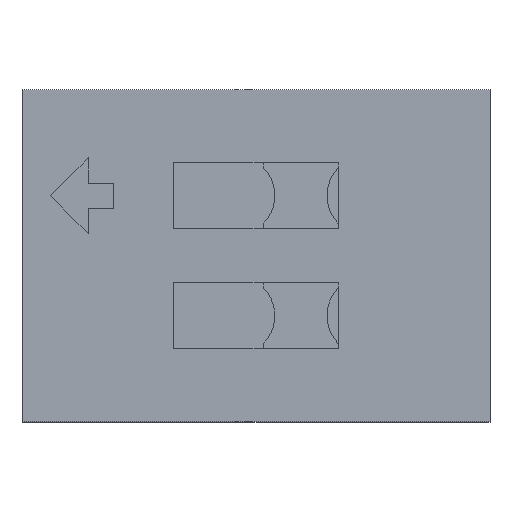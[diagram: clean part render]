
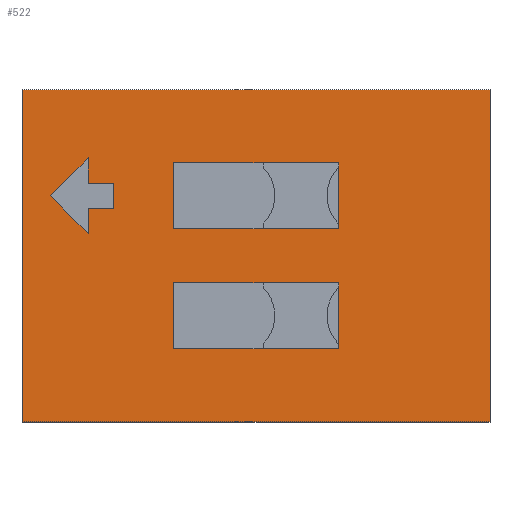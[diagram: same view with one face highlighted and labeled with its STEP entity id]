
A CAD part, top view. The second image highlights one B-rep face of the part: STEP entity #522.
In plain terms, the highlighted planar face has unit normal (0, 0, 1).
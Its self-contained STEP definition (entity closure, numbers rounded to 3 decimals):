
#94 = VERTEX_POINT('',#95);
#95 = CARTESIAN_POINT('',(-1.14,2.245,5.85));
#101 = EDGE_CURVE('',#94,#102,#104,.T.);
#102 = VERTEX_POINT('',#103);
#103 = CARTESIAN_POINT('',(-1.14,-4.785,5.85));
#104 = LINE('',#105,#106);
#105 = CARTESIAN_POINT('',(-1.14,2.245,5.85));
#106 = VECTOR('',#107,1.);
#107 = DIRECTION('',(0.,-1.,0.));
#400 = VERTEX_POINT('',#401);
#401 = CARTESIAN_POINT('',(8.76,2.245,5.85));
#407 = EDGE_CURVE('',#400,#94,#408,.T.);
#408 = LINE('',#409,#410);
#409 = CARTESIAN_POINT('',(8.76,2.245,5.85));
#410 = VECTOR('',#411,1.);
#411 = DIRECTION('',(-1.,0.,0.));
#481 = EDGE_CURVE('',#102,#482,#484,.T.);
#482 = VERTEX_POINT('',#483);
#483 = CARTESIAN_POINT('',(8.76,-4.785,5.85));
#484 = LINE('',#485,#486);
#485 = CARTESIAN_POINT('',(-1.14,-4.785,5.85));
#486 = VECTOR('',#487,1.);
#487 = DIRECTION('',(1.,0.,0.));
#522 = ADVANCED_FACE('',(#523,#534,#592,#658),#724,.F.);
#523 = FACE_BOUND('',#524,.F.);
#524 = EDGE_LOOP('',(#525,#531,#532,#533));
#525 = ORIENTED_EDGE('',*,*,#526,.F.);
#526 = EDGE_CURVE('',#482,#400,#527,.T.);
#527 = LINE('',#528,#529);
#528 = CARTESIAN_POINT('',(8.76,-4.785,5.85));
#529 = VECTOR('',#530,1.);
#530 = DIRECTION('',(0.,1.,0.));
#531 = ORIENTED_EDGE('',*,*,#481,.F.);
#532 = ORIENTED_EDGE('',*,*,#101,.F.);
#533 = ORIENTED_EDGE('',*,*,#407,.F.);
#534 = FACE_BOUND('',#535,.F.);
#535 = EDGE_LOOP('',(#536,#546,#554,#562,#570,#578,#586));
#536 = ORIENTED_EDGE('',*,*,#537,.T.);
#537 = EDGE_CURVE('',#538,#540,#542,.T.);
#538 = VERTEX_POINT('',#539);
#539 = CARTESIAN_POINT('',(0.26,-0.267,5.85));
#540 = VERTEX_POINT('',#541);
#541 = CARTESIAN_POINT('',(0.793,-0.267,5.85));
#542 = LINE('',#543,#544);
#543 = CARTESIAN_POINT('',(0.26,-0.267,5.85));
#544 = VECTOR('',#545,1.);
#545 = DIRECTION('',(1.,0.,0.));
#546 = ORIENTED_EDGE('',*,*,#547,.T.);
#547 = EDGE_CURVE('',#540,#548,#550,.T.);
#548 = VERTEX_POINT('',#549);
#549 = CARTESIAN_POINT('',(0.793,0.267,5.85));
#550 = LINE('',#551,#552);
#551 = CARTESIAN_POINT('',(0.793,-0.267,5.85));
#552 = VECTOR('',#553,1.);
#553 = DIRECTION('',(0.,1.,0.));
#554 = ORIENTED_EDGE('',*,*,#555,.T.);
#555 = EDGE_CURVE('',#548,#556,#558,.T.);
#556 = VERTEX_POINT('',#557);
#557 = CARTESIAN_POINT('',(0.26,0.267,5.85));
#558 = LINE('',#559,#560);
#559 = CARTESIAN_POINT('',(0.793,0.267,5.85));
#560 = VECTOR('',#561,1.);
#561 = DIRECTION('',(-1.,0.,0.));
#562 = ORIENTED_EDGE('',*,*,#563,.T.);
#563 = EDGE_CURVE('',#556,#564,#566,.T.);
#564 = VERTEX_POINT('',#565);
#565 = CARTESIAN_POINT('',(0.26,0.8,5.85));
#566 = LINE('',#567,#568);
#567 = CARTESIAN_POINT('',(0.26,0.267,5.85));
#568 = VECTOR('',#569,1.);
#569 = DIRECTION('',(0.,1.,0.));
#570 = ORIENTED_EDGE('',*,*,#571,.T.);
#571 = EDGE_CURVE('',#564,#572,#574,.T.);
#572 = VERTEX_POINT('',#573);
#573 = CARTESIAN_POINT('',(-0.54,0.,5.85));
#574 = LINE('',#575,#576);
#575 = CARTESIAN_POINT('',(0.26,0.8,5.85));
#576 = VECTOR('',#577,1.);
#577 = DIRECTION('',(-0.707,-0.707,0.));
#578 = ORIENTED_EDGE('',*,*,#579,.T.);
#579 = EDGE_CURVE('',#572,#580,#582,.T.);
#580 = VERTEX_POINT('',#581);
#581 = CARTESIAN_POINT('',(0.26,-0.8,5.85));
#582 = LINE('',#583,#584);
#583 = CARTESIAN_POINT('',(-0.54,0.,5.85));
#584 = VECTOR('',#585,1.);
#585 = DIRECTION('',(0.707,-0.707,0.));
#586 = ORIENTED_EDGE('',*,*,#587,.T.);
#587 = EDGE_CURVE('',#580,#538,#588,.T.);
#588 = LINE('',#589,#590);
#589 = CARTESIAN_POINT('',(0.26,-0.8,5.85));
#590 = VECTOR('',#591,1.);
#591 = DIRECTION('',(0.,1.,0.));
#592 = FACE_BOUND('',#593,.F.);
#593 = EDGE_LOOP('',(#594,#604,#612,#620,#628,#636,#644,#652));
#594 = ORIENTED_EDGE('',*,*,#595,.T.);
#595 = EDGE_CURVE('',#596,#598,#600,.T.);
#596 = VERTEX_POINT('',#597);
#597 = CARTESIAN_POINT('',(5.56,-3.24,5.85));
#598 = VERTEX_POINT('',#599);
#599 = CARTESIAN_POINT('',(5.56,-3.142,5.85));
#600 = LINE('',#601,#602);
#601 = CARTESIAN_POINT('',(5.56,-3.24,5.85));
#602 = VECTOR('',#603,1.);
#603 = DIRECTION('',(0.,1.,0.));
#604 = ORIENTED_EDGE('',*,*,#605,.T.);
#605 = EDGE_CURVE('',#598,#606,#608,.T.);
#606 = VERTEX_POINT('',#607);
#607 = CARTESIAN_POINT('',(5.56,-1.938,5.85));
#608 = LINE('',#609,#610);
#609 = CARTESIAN_POINT('',(5.56,-3.24,5.85));
#610 = VECTOR('',#611,1.);
#611 = DIRECTION('',(0.,1.,0.));
#612 = ORIENTED_EDGE('',*,*,#613,.T.);
#613 = EDGE_CURVE('',#606,#614,#616,.T.);
#614 = VERTEX_POINT('',#615);
#615 = CARTESIAN_POINT('',(5.56,-1.84,5.85));
#616 = LINE('',#617,#618);
#617 = CARTESIAN_POINT('',(5.56,-3.24,5.85));
#618 = VECTOR('',#619,1.);
#619 = DIRECTION('',(0.,1.,0.));
#620 = ORIENTED_EDGE('',*,*,#621,.T.);
#621 = EDGE_CURVE('',#614,#622,#624,.T.);
#622 = VERTEX_POINT('',#623);
#623 = CARTESIAN_POINT('',(3.96,-1.84,5.85));
#624 = LINE('',#625,#626);
#625 = CARTESIAN_POINT('',(5.56,-1.84,5.85));
#626 = VECTOR('',#627,1.);
#627 = DIRECTION('',(-1.,0.,0.));
#628 = ORIENTED_EDGE('',*,*,#629,.T.);
#629 = EDGE_CURVE('',#622,#630,#632,.T.);
#630 = VERTEX_POINT('',#631);
#631 = CARTESIAN_POINT('',(2.06,-1.84,5.85));
#632 = LINE('',#633,#634);
#633 = CARTESIAN_POINT('',(5.56,-1.84,5.85));
#634 = VECTOR('',#635,1.);
#635 = DIRECTION('',(-1.,0.,0.));
#636 = ORIENTED_EDGE('',*,*,#637,.T.);
#637 = EDGE_CURVE('',#630,#638,#640,.T.);
#638 = VERTEX_POINT('',#639);
#639 = CARTESIAN_POINT('',(2.06,-3.24,5.85));
#640 = LINE('',#641,#642);
#641 = CARTESIAN_POINT('',(2.06,-1.84,5.85));
#642 = VECTOR('',#643,1.);
#643 = DIRECTION('',(0.,-1.,0.));
#644 = ORIENTED_EDGE('',*,*,#645,.T.);
#645 = EDGE_CURVE('',#638,#646,#648,.T.);
#646 = VERTEX_POINT('',#647);
#647 = CARTESIAN_POINT('',(3.96,-3.24,5.85));
#648 = LINE('',#649,#650);
#649 = CARTESIAN_POINT('',(2.06,-3.24,5.85));
#650 = VECTOR('',#651,1.);
#651 = DIRECTION('',(1.,0.,0.));
#652 = ORIENTED_EDGE('',*,*,#653,.T.);
#653 = EDGE_CURVE('',#646,#596,#654,.T.);
#654 = LINE('',#655,#656);
#655 = CARTESIAN_POINT('',(2.06,-3.24,5.85));
#656 = VECTOR('',#657,1.);
#657 = DIRECTION('',(1.,0.,0.));
#658 = FACE_BOUND('',#659,.F.);
#659 = EDGE_LOOP('',(#660,#670,#678,#686,#694,#702,#710,#718));
#660 = ORIENTED_EDGE('',*,*,#661,.T.);
#661 = EDGE_CURVE('',#662,#664,#666,.T.);
#662 = VERTEX_POINT('',#663);
#663 = CARTESIAN_POINT('',(5.56,-0.7,5.85));
#664 = VERTEX_POINT('',#665);
#665 = CARTESIAN_POINT('',(5.56,-0.602,5.85));
#666 = LINE('',#667,#668);
#667 = CARTESIAN_POINT('',(5.56,-0.7,5.85));
#668 = VECTOR('',#669,1.);
#669 = DIRECTION('',(0.,1.,0.));
#670 = ORIENTED_EDGE('',*,*,#671,.T.);
#671 = EDGE_CURVE('',#664,#672,#674,.T.);
#672 = VERTEX_POINT('',#673);
#673 = CARTESIAN_POINT('',(5.56,0.602,5.85));
#674 = LINE('',#675,#676);
#675 = CARTESIAN_POINT('',(5.56,-0.7,5.85));
#676 = VECTOR('',#677,1.);
#677 = DIRECTION('',(0.,1.,0.));
#678 = ORIENTED_EDGE('',*,*,#679,.T.);
#679 = EDGE_CURVE('',#672,#680,#682,.T.);
#680 = VERTEX_POINT('',#681);
#681 = CARTESIAN_POINT('',(5.56,0.7,5.85));
#682 = LINE('',#683,#684);
#683 = CARTESIAN_POINT('',(5.56,-0.7,5.85));
#684 = VECTOR('',#685,1.);
#685 = DIRECTION('',(0.,1.,0.));
#686 = ORIENTED_EDGE('',*,*,#687,.T.);
#687 = EDGE_CURVE('',#680,#688,#690,.T.);
#688 = VERTEX_POINT('',#689);
#689 = CARTESIAN_POINT('',(3.96,0.7,5.85));
#690 = LINE('',#691,#692);
#691 = CARTESIAN_POINT('',(5.56,0.7,5.85));
#692 = VECTOR('',#693,1.);
#693 = DIRECTION('',(-1.,0.,0.));
#694 = ORIENTED_EDGE('',*,*,#695,.T.);
#695 = EDGE_CURVE('',#688,#696,#698,.T.);
#696 = VERTEX_POINT('',#697);
#697 = CARTESIAN_POINT('',(2.06,0.7,5.85));
#698 = LINE('',#699,#700);
#699 = CARTESIAN_POINT('',(5.56,0.7,5.85));
#700 = VECTOR('',#701,1.);
#701 = DIRECTION('',(-1.,0.,0.));
#702 = ORIENTED_EDGE('',*,*,#703,.T.);
#703 = EDGE_CURVE('',#696,#704,#706,.T.);
#704 = VERTEX_POINT('',#705);
#705 = CARTESIAN_POINT('',(2.06,-0.7,5.85));
#706 = LINE('',#707,#708);
#707 = CARTESIAN_POINT('',(2.06,0.7,5.85));
#708 = VECTOR('',#709,1.);
#709 = DIRECTION('',(0.,-1.,0.));
#710 = ORIENTED_EDGE('',*,*,#711,.T.);
#711 = EDGE_CURVE('',#704,#712,#714,.T.);
#712 = VERTEX_POINT('',#713);
#713 = CARTESIAN_POINT('',(3.96,-0.7,5.85));
#714 = LINE('',#715,#716);
#715 = CARTESIAN_POINT('',(2.06,-0.7,5.85));
#716 = VECTOR('',#717,1.);
#717 = DIRECTION('',(1.,0.,0.));
#718 = ORIENTED_EDGE('',*,*,#719,.T.);
#719 = EDGE_CURVE('',#712,#662,#720,.T.);
#720 = LINE('',#721,#722);
#721 = CARTESIAN_POINT('',(2.06,-0.7,5.85));
#722 = VECTOR('',#723,1.);
#723 = DIRECTION('',(1.,0.,0.));
#724 = PLANE('',#725);
#725 = AXIS2_PLACEMENT_3D('',#726,#727,#728);
#726 = CARTESIAN_POINT('',(8.76,-4.785,5.85));
#727 = DIRECTION('',(0.,0.,-1.));
#728 = DIRECTION('',(0.,-1.,0.));
